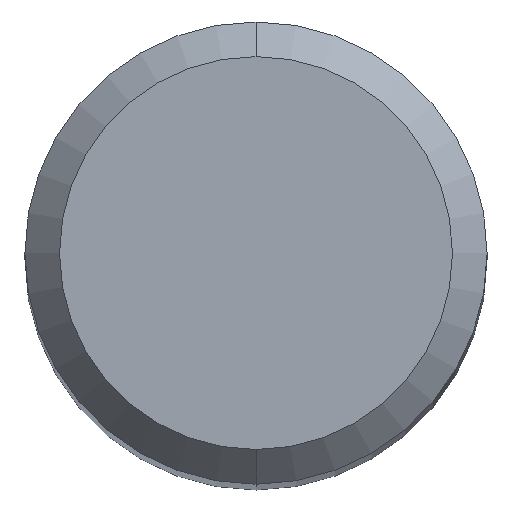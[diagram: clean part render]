
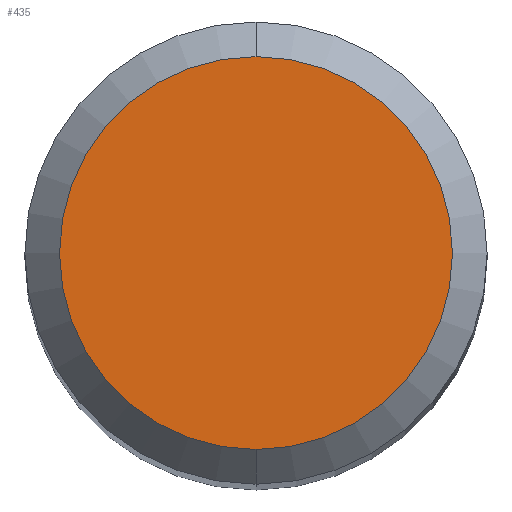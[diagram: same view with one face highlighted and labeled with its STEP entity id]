
A CAD part, top view. The second image highlights one B-rep face of the part: STEP entity #435.
In plain terms, the highlighted planar face has unit normal (0, 0, 1).
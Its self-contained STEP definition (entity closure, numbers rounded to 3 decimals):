
#297=EDGE_CURVE('',#423,#303,#618,.T.);
#303=VERTEX_POINT('',#624);
#423=VERTEX_POINT('',#753);
#431=EDGE_CURVE('',#303,#423,#762,.T.);
#435=ADVANCED_FACE('',(#767),#768,.T.);
#618=CIRCLE('',#1099,1.7);
#624=CARTESIAN_POINT('',(0.,-1.7,0.0));
#753=CARTESIAN_POINT('',(0.0,1.7,0.0));
#762=CIRCLE('',#1383,1.7);
#767=FACE_OUTER_BOUND('',#1388,.T.);
#768=PLANE('',#1389);
#1099=AXIS2_PLACEMENT_3D('',#1613,#1614,#1615);
#1383=AXIS2_PLACEMENT_3D('',#1748,#1749,#1750);
#1388=EDGE_LOOP('',(#1760,#1761));
#1389=AXIS2_PLACEMENT_3D('',#1762,#1763,#1764);
#1613=CARTESIAN_POINT('',(0.0,0.0,0.0));
#1614=DIRECTION('',(0.0,0.0,-1.0));
#1615=DIRECTION('',(0.0,1.0,0.0));
#1748=CARTESIAN_POINT('',(0.0,0.0,0.0));
#1749=DIRECTION('',(0.0,0.0,-1.0));
#1750=DIRECTION('',(0.0,1.0,0.0));
#1760=ORIENTED_EDGE('',*,*,#297,.F.);
#1761=ORIENTED_EDGE('',*,*,#431,.F.);
#1762=CARTESIAN_POINT('',(0.0,0.85,0.0));
#1763=DIRECTION('',(-0.0,0.0,1.0));
#1764=DIRECTION('',(0.0,-1.0,0.0));
